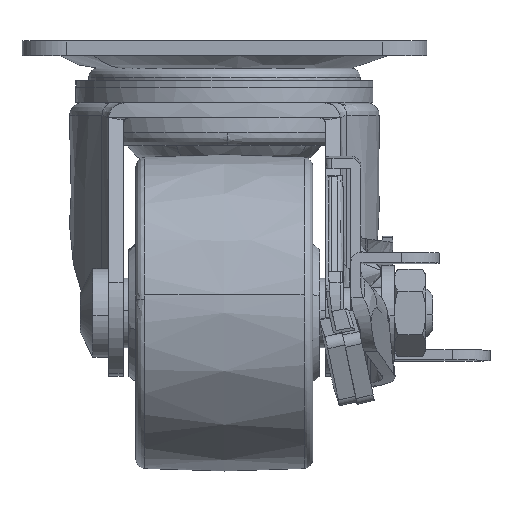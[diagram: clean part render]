
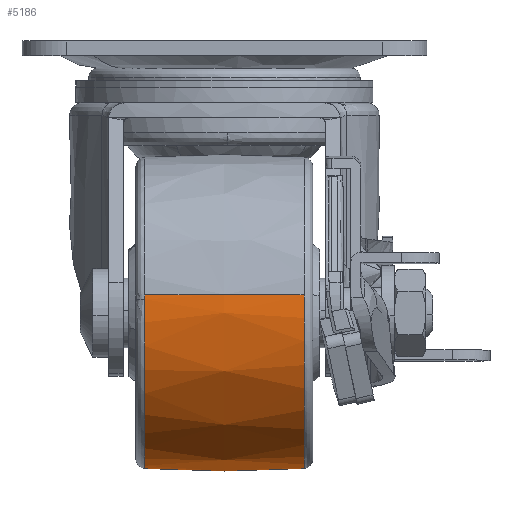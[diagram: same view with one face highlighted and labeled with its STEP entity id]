
A CAD part, left-side view. The second image highlights one B-rep face of the part: STEP entity #5186.
In plain terms, the highlighted free-form (B-spline) face has degree [2, 2] with [3, 9] control points.
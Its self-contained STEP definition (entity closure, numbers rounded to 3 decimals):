
#4714=CARTESIAN_POINT('',(-24.508,12.594,-40.839));
#4715=VERTEX_POINT('',#4714);
#4729=CARTESIAN_POINT('',(-24.439,12.594,-40.159));
#4730=VERTEX_POINT('',#4729);
#4731=CARTESIAN_POINT('',(-24.439,12.594,-40.159));
#4732=CARTESIAN_POINT('',(-24.478,12.594,-40.498));
#4733=CARTESIAN_POINT('',(-24.508,12.594,-40.839));
#4741=(BOUNDED_CURVE()B_SPLINE_CURVE(2,(#4731,#4732,#4733),.UNSPECIFIED.,.F.,.U.)B_SPLINE_CURVE_WITH_KNOTS((3,3),(0.73,0.735),.UNSPECIFIED.)CURVE()GEOMETRIC_REPRESENTATION_ITEM()RATIONAL_B_SPLINE_CURVE((0.957,0.962,0.966))REPRESENTATION_ITEM(''));
#4742=EDGE_CURVE('',#4730,#4715,#4741,.T.);
#4744=CARTESIAN_POINT('',(0.0,12.594,-18.397));
#4745=VERTEX_POINT('',#4744);
#4759=CARTESIAN_POINT('',(24.591,12.594,-43.756));
#4760=VERTEX_POINT('',#4759);
#4761=CARTESIAN_POINT('',(24.591,12.594,-43.756));
#4762=CARTESIAN_POINT('',(24.603,12.594,-43.378));
#4763=CARTESIAN_POINT('',(24.603,12.594,-43.));
#4764=CARTESIAN_POINT('',(24.603,12.594,-18.397));
#4765=CARTESIAN_POINT('',(0.0,12.594,-18.397));
#4773=(BOUNDED_CURVE()B_SPLINE_CURVE(2,(#4761,#4762,#4763,#4764,#4765),.UNSPECIFIED.,.F.,.U.)B_SPLINE_CURVE_WITH_KNOTS((3,2,3),(0.245,0.25,0.5),.UNSPECIFIED.)CURVE()GEOMETRIC_REPRESENTATION_ITEM()RATIONAL_B_SPLINE_CURVE((0.988,0.994,1.0,0.707,1.0))REPRESENTATION_ITEM(''));
#4774=EDGE_CURVE('',#4760,#4745,#4773,.T.);
#4837=CARTESIAN_POINT('',(0.0,12.594,-67.603));
#4838=VERTEX_POINT('',#4837);
#4839=CARTESIAN_POINT('',(0.0,12.594,-67.603));
#4840=CARTESIAN_POINT('',(23.858,12.594,-67.603));
#4841=CARTESIAN_POINT('',(24.591,12.594,-43.756));
#4849=(BOUNDED_CURVE()B_SPLINE_CURVE(2,(#4839,#4840,#4841),.UNSPECIFIED.,.F.,.U.)B_SPLINE_CURVE_WITH_KNOTS((3,3),(0.0,0.245),.UNSPECIFIED.)CURVE()GEOMETRIC_REPRESENTATION_ITEM()RATIONAL_B_SPLINE_CURVE((1.0,0.713,0.988))REPRESENTATION_ITEM(''));
#4850=EDGE_CURVE('',#4838,#4760,#4849,.T.);
#4852=CARTESIAN_POINT('',(-24.508,12.594,-40.839));
#4853=CARTESIAN_POINT('',(-24.603,12.594,-41.917));
#4854=CARTESIAN_POINT('',(-24.603,12.594,-43.0));
#4855=CARTESIAN_POINT('',(-24.603,12.594,-67.603));
#4856=CARTESIAN_POINT('',(0.0,12.594,-67.603));
#4864=(BOUNDED_CURVE()B_SPLINE_CURVE(2,(#4852,#4853,#4854,#4855,#4856),.UNSPECIFIED.,.F.,.U.)B_SPLINE_CURVE_WITH_KNOTS((3,2,3),(0.735,0.75,1.0),.UNSPECIFIED.)CURVE()GEOMETRIC_REPRESENTATION_ITEM()RATIONAL_B_SPLINE_CURVE((0.966,0.982,1.0,0.707,1.0))REPRESENTATION_ITEM(''));
#4865=EDGE_CURVE('',#4715,#4838,#4864,.T.);
#4922=CARTESIAN_POINT('',(10.12,-12.594,-65.425));
#4923=VERTEX_POINT('',#4922);
#4937=CARTESIAN_POINT('',(24.555,-12.594,-41.455));
#4938=VERTEX_POINT('',#4937);
#4939=CARTESIAN_POINT('',(10.12,-12.594,-65.425));
#4940=CARTESIAN_POINT('',(24.603,-12.594,-58.889));
#4941=CARTESIAN_POINT('',(24.603,-12.594,-43.));
#4942=CARTESIAN_POINT('',(24.603,-12.594,-42.227));
#4943=CARTESIAN_POINT('',(24.555,-12.594,-41.455));
#4951=(BOUNDED_CURVE()B_SPLINE_CURVE(2,(#4939,#4940,#4941,#4942,#4943),.UNSPECIFIED.,.F.,.U.)B_SPLINE_CURVE_WITH_KNOTS((3,2,3),(0.07,0.25,0.261),.UNSPECIFIED.)CURVE()GEOMETRIC_REPRESENTATION_ITEM()RATIONAL_B_SPLINE_CURVE((0.882,0.789,1.0,0.987,0.975))REPRESENTATION_ITEM(''));
#4952=EDGE_CURVE('',#4923,#4938,#4951,.T.);
#5051=CARTESIAN_POINT('',(0.0,-12.594,-18.397));
#5052=VERTEX_POINT('',#5051);
#5053=CARTESIAN_POINT('',(24.555,-12.594,-41.455));
#5054=CARTESIAN_POINT('',(23.104,-12.594,-18.397));
#5055=CARTESIAN_POINT('',(0.0,-12.594,-18.397));
#5063=(BOUNDED_CURVE()B_SPLINE_CURVE(2,(#5053,#5054,#5055),.UNSPECIFIED.,.F.,.U.)B_SPLINE_CURVE_WITH_KNOTS((3,3),(0.261,0.5),.UNSPECIFIED.)CURVE()GEOMETRIC_REPRESENTATION_ITEM()RATIONAL_B_SPLINE_CURVE((0.975,0.72,1.0))REPRESENTATION_ITEM(''));
#5064=EDGE_CURVE('',#4938,#5052,#5063,.T.);
#5066=CARTESIAN_POINT('',(-24.439,-12.594,-40.159));
#5067=VERTEX_POINT('',#5066);
#5081=CARTESIAN_POINT('',(0.0,-12.594,-67.603));
#5082=VERTEX_POINT('',#5081);
#5083=CARTESIAN_POINT('',(-24.439,-12.594,-40.159));
#5084=CARTESIAN_POINT('',(-24.603,-12.594,-41.575));
#5085=CARTESIAN_POINT('',(-24.603,-12.594,-43.0));
#5086=CARTESIAN_POINT('',(-24.603,-12.594,-67.603));
#5087=CARTESIAN_POINT('',(0.0,-12.594,-67.603));
#5095=(BOUNDED_CURVE()B_SPLINE_CURVE(2,(#5083,#5084,#5085,#5086,#5087),.UNSPECIFIED.,.F.,.U.)B_SPLINE_CURVE_WITH_KNOTS((3,2,3),(0.73,0.75,1.0),.UNSPECIFIED.)CURVE()GEOMETRIC_REPRESENTATION_ITEM()RATIONAL_B_SPLINE_CURVE((0.957,0.977,1.0,0.707,1.0))REPRESENTATION_ITEM(''));
#5096=EDGE_CURVE('',#5067,#5082,#5095,.T.);
#5098=CARTESIAN_POINT('',(0.0,-12.594,-67.603));
#5099=CARTESIAN_POINT('',(5.295,-12.594,-67.603));
#5100=CARTESIAN_POINT('',(10.12,-12.594,-65.425));
#5108=(BOUNDED_CURVE()B_SPLINE_CURVE(2,(#5098,#5099,#5100),.UNSPECIFIED.,.F.,.U.)B_SPLINE_CURVE_WITH_KNOTS((3,3),(0.0,0.07),.UNSPECIFIED.)CURVE()GEOMETRIC_REPRESENTATION_ITEM()RATIONAL_B_SPLINE_CURVE((1.0,0.918,0.882))REPRESENTATION_ITEM(''));
#5109=EDGE_CURVE('',#5082,#4923,#5108,.T.);
#5115=CARTESIAN_POINT('',(-24.356,-13.85,-40.169));
#5116=CARTESIAN_POINT('',(-25.311,0.,-40.058));
#5117=CARTESIAN_POINT('',(-24.356,13.85,-40.169));
#5118=CARTESIAN_POINT('',(-24.52,-13.85,-41.58));
#5119=CARTESIAN_POINT('',(-25.481,0.,-41.524));
#5120=CARTESIAN_POINT('',(-24.52,13.85,-41.58));
#5121=CARTESIAN_POINT('',(-24.52,-13.85,-43.0));
#5122=CARTESIAN_POINT('',(-25.481,0.,-43.));
#5123=CARTESIAN_POINT('',(-24.52,13.85,-43.0));
#5124=CARTESIAN_POINT('',(-24.52,-13.85,-67.52));
#5125=CARTESIAN_POINT('',(-25.481,0.,-68.481));
#5126=CARTESIAN_POINT('',(-24.52,13.85,-67.52));
#5127=CARTESIAN_POINT('',(0.0,-13.85,-67.52));
#5128=CARTESIAN_POINT('',(0.0,0.,-68.481));
#5129=CARTESIAN_POINT('',(0.0,13.85,-67.52));
#5130=CARTESIAN_POINT('',(24.52,-13.85,-67.52));
#5131=CARTESIAN_POINT('',(25.481,0.,-68.481));
#5132=CARTESIAN_POINT('',(24.52,13.85,-67.52));
#5133=CARTESIAN_POINT('',(24.52,-13.85,-43.0));
#5134=CARTESIAN_POINT('',(25.481,0.,-43.));
#5135=CARTESIAN_POINT('',(24.52,13.85,-43.0));
#5136=CARTESIAN_POINT('',(24.52,-13.85,-18.48));
#5137=CARTESIAN_POINT('',(25.481,0.,-17.519));
#5138=CARTESIAN_POINT('',(24.52,13.85,-18.48));
#5139=CARTESIAN_POINT('',(0.0,-13.85,-18.48));
#5140=CARTESIAN_POINT('',(0.0,0.,-17.519));
#5141=CARTESIAN_POINT('',(0.0,13.85,-18.48));
#5149=(BOUNDED_SURFACE()B_SPLINE_SURFACE(2,2,((#5115,#5118,#5121,#5124,#5127,#5130,#5133,#5136,#5139),(#5116,#5119,#5122,#5125,#5128,#5131,#5134,#5137,#5140),(#5117,#5120,#5123,#5126,#5129,#5132,#5135,#5138,#5141)),.UNSPECIFIED.,.F.,.F.,.U.)B_SPLINE_SURFACE_WITH_KNOTS((3,3),(3,2,2,2,3),(0.0,27.733),(0.0,3.314,44.735,86.156,127.578),.UNSPECIFIED.)GEOMETRIC_REPRESENTATION_ITEM()RATIONAL_B_SPLINE_SURFACE(((0.898,0.917,0.939,0.664,0.939,0.664,0.939,0.664,0.939),(0.896,0.914,0.936,0.662,0.936,0.662,0.936,0.662,0.936),(0.898,0.917,0.939,0.664,0.939,0.664,0.939,0.664,0.939)))REPRESENTATION_ITEM('')SURFACE());
#5150=ORIENTED_EDGE('',*,*,#4742,.T.);
#5151=ORIENTED_EDGE('',*,*,#4865,.T.);
#5152=ORIENTED_EDGE('',*,*,#4850,.T.);
#5153=ORIENTED_EDGE('',*,*,#4774,.T.);
#5154=CARTESIAN_POINT('',(0.0,-12.594,-18.397));
#5155=CARTESIAN_POINT('',(0.0,0.,-17.602));
#5156=CARTESIAN_POINT('',(0.0,12.594,-18.397));
#5164=(BOUNDED_CURVE()B_SPLINE_CURVE(2,(#5154,#5155,#5156),.UNSPECIFIED.,.F.,.U.)B_SPLINE_CURVE_WITH_KNOTS((3,3),(0.439,0.561),.UNSPECIFIED.)CURVE()GEOMETRIC_REPRESENTATION_ITEM()RATIONAL_B_SPLINE_CURVE((0.938,0.937,0.938))REPRESENTATION_ITEM(''));
#5165=EDGE_CURVE('',#5052,#4745,#5164,.T.);
#5166=ORIENTED_EDGE('',*,*,#5165,.F.);
#5167=ORIENTED_EDGE('',*,*,#5064,.F.);
#5168=ORIENTED_EDGE('',*,*,#4952,.F.);
#5169=ORIENTED_EDGE('',*,*,#5109,.F.);
#5170=ORIENTED_EDGE('',*,*,#5096,.F.);
#5171=CARTESIAN_POINT('',(-24.439,-12.594,-40.159));
#5172=CARTESIAN_POINT('',(-25.228,0.,-40.067));
#5173=CARTESIAN_POINT('',(-24.439,12.594,-40.159));
#5181=(BOUNDED_CURVE()B_SPLINE_CURVE(2,(#5171,#5172,#5173),.UNSPECIFIED.,.F.,.U.)B_SPLINE_CURVE_WITH_KNOTS((3,3),(0.439,0.561),.UNSPECIFIED.)CURVE()GEOMETRIC_REPRESENTATION_ITEM()RATIONAL_B_SPLINE_CURVE((0.898,0.896,0.898))REPRESENTATION_ITEM(''));
#5182=EDGE_CURVE('',#5067,#4730,#5181,.T.);
#5183=ORIENTED_EDGE('',*,*,#5182,.T.);
#5184=EDGE_LOOP('',(#5150,#5151,#5152,#5153,#5166,#5167,#5168,#5169,#5170,#5183));
#5185=FACE_OUTER_BOUND('',#5184,.T.);
#5186=ADVANCED_FACE('',(#5185),#5149,.T.);
